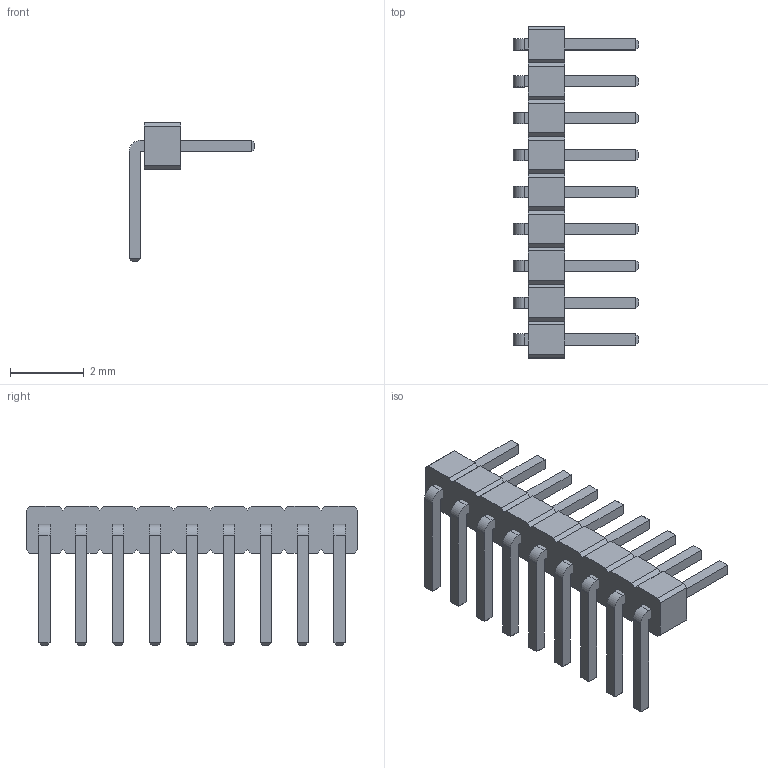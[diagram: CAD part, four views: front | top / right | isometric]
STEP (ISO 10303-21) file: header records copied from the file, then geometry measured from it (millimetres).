
FILE_DESCRIPTION(/* description */ ('model of PinHeader_1x09_P1.00mm_Horizontal'),/* implementation_level */ '2;1');
FILE_NAME(/* name */ 'PinHeader_1x09_P1.00mm_Horizontal.step',/* time_stamp */ '2018-01-24T12:19:08',/* author */ ('kicad StepUp','ksu'),/* organization */ ('FreeCAD'),/* preprocessor_version */ 'OCC',/* originating_system */ 'kicad StepUp',/* authorisation */ '');
FILE_SCHEMA(('AUTOMOTIVE_DESIGN { 1 0 10303 214 1 1 1 1 }'));
Length unit declared in the file: millimetre
Products named in the file (2): PinHeader_1x09_P100mm_Horizontal; Shape0_0975228239661
Bounding box: 3.4 x 9 x 3.77 mm (x, y, z)
Volume: 16.3 mm3; surface area: 112.9 mm2
Topology: 10 solids, 10 shells, 211 faces, 501 edges, 310 vertices
Faces by surface type: plane 202, cylinder 9
Entity records: 3857 total; most frequent: ORIENTED_EDGE 757, CARTESIAN_POINT 595, EDGE_CURVE 501, LINE 483, VERTEX_POINT 310, AXIS2_PLACEMENT_3D 230, ADVANCED_FACE 211, FACE_BOUND 211
